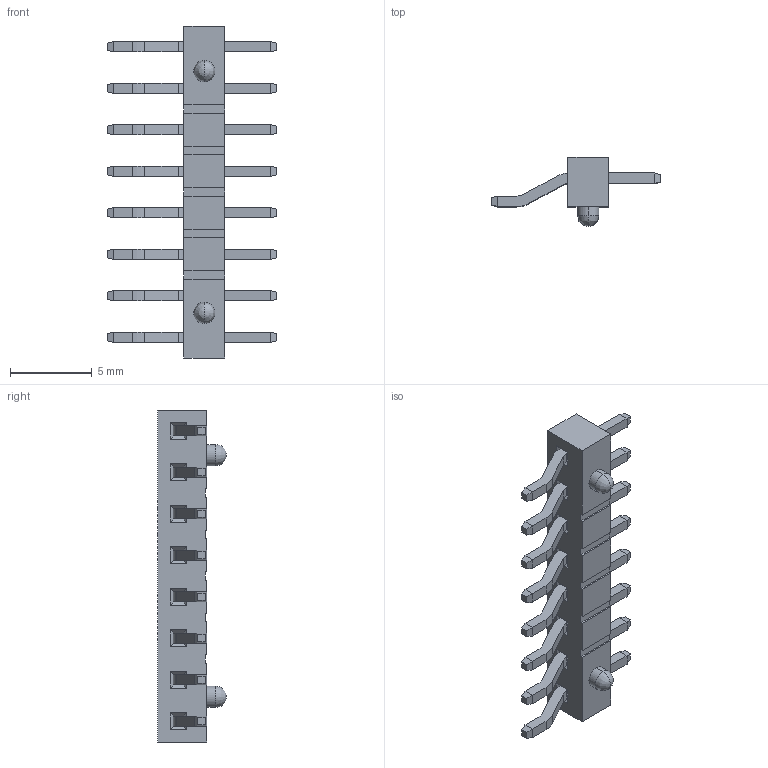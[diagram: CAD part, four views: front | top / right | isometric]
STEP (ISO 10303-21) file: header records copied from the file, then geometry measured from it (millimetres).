
FILE_DESCRIPTION (( 'STEP AP203' ), '1' );
FILE_NAME ('BG035-08X-1-0320-0180-0290-X-X_revD.STEP', '2014-11-11T13:15:55', ( '' ), ( '' ), 'SwSTEP 2.0', 'SolidWorks 2010', '' );
FILE_SCHEMA (( 'CONFIG_CONTROL_DESIGN' ));
Length unit declared in the file: millimetre
Products named in the file (3): BG035-08X-1-0320-0180-0290-X-X_revD; BG035-pin-10.40mm; BG035-insulator-8way
Assembly tree (9 placements, depth 2):
  BG035-08X-1-0320-0180-0290-X-X_revD
    BG035-pin-10.40mm  x8
    BG035-insulator-8way
Bounding box: 10.4 x 4.2 x 20.32 mm (x, y, z)
Volume: 180.4 mm3; surface area: 510.6 mm2
Topology: 9 solids, 9 shells, 274 faces, 668 edges, 410 vertices
Faces by surface type: plane 234, cylinder 36, bspline 4
Entity records: 4126 total; most frequent: CARTESIAN_POINT 750, ORIENTED_EDGE 600, DIRECTION 565, EDGE_CURVE 300, VECTOR 275, LINE 275, VERTEX_POINT 186, AXIS2_PLACEMENT_3D 145
